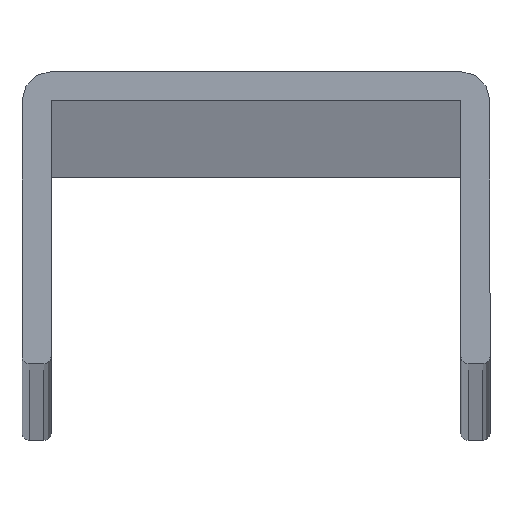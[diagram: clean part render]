
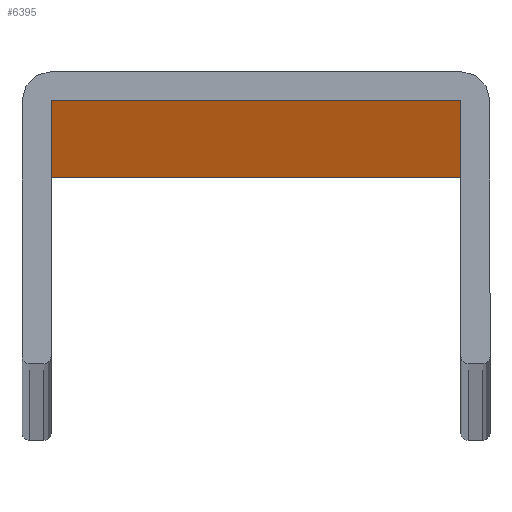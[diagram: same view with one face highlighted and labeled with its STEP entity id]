
A CAD part, top view. The second image highlights one B-rep face of the part: STEP entity #6395.
In plain terms, the highlighted planar face has unit normal (0, -1, 0).
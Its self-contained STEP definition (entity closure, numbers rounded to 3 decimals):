
#149 = DIRECTION ( 'NONE',  ( 0., 0., 1. ) ) ;
#944 = CARTESIAN_POINT ( 'NONE',  ( 14., 18., -1500. ) ) ;
#1007 = VECTOR ( 'NONE', #9408, 1000. ) ;
#1035 = CARTESIAN_POINT ( 'NONE',  ( 14., 18., 1500. ) ) ;
#1644 = ORIENTED_EDGE ( 'NONE', *, *, #8571, .T. ) ;
#1668 = PLANE ( 'NONE',  #8742 ) ;
#1673 = EDGE_CURVE ( 'NONE', #15406, #14556, #13971, .T. ) ;
#2434 = CARTESIAN_POINT ( 'NONE',  ( -14., 18., 1500. ) ) ;
#3082 = CARTESIAN_POINT ( 'NONE',  ( -14., 18., 1500. ) ) ;
#3395 = VECTOR ( 'NONE', #10865, 1000. ) ;
#3636 = DIRECTION ( 'NONE',  ( 0., 1., 0. ) ) ;
#4564 = LINE ( 'NONE', #10871, #9943 ) ;
#5107 = DIRECTION ( 'NONE',  ( 1., 0., 0. ) ) ;
#5619 = CARTESIAN_POINT ( 'NONE',  ( -14., 18., 1500. ) ) ;
#6390 = LINE ( 'NONE', #1035, #1007 ) ;
#6395 = ADVANCED_FACE ( 'NONE', ( #10498 ), #1668, .F. ) ;
#6688 = EDGE_CURVE ( 'NONE', #13319, #14556, #6390, .T. ) ;
#8097 = ORIENTED_EDGE ( 'NONE', *, *, #1673, .T. ) ;
#8177 = EDGE_LOOP ( 'NONE', ( #8097, #13751, #12945, #1644 ) ) ;
#8396 = CARTESIAN_POINT ( 'NONE',  ( -14., 18., -1500. ) ) ;
#8401 = VECTOR ( 'NONE', #11394, 1000. ) ;
#8513 = VERTEX_POINT ( 'NONE', #5619 ) ;
#8571 = EDGE_CURVE ( 'NONE', #8513, #15406, #11920, .T. ) ;
#8742 = AXIS2_PLACEMENT_3D ( 'NONE', #2434, #3636, #149 ) ;
#9408 = DIRECTION ( 'NONE',  ( 0., 0., -1. ) ) ;
#9423 = CARTESIAN_POINT ( 'NONE',  ( 14., 18., 1500. ) ) ;
#9943 = VECTOR ( 'NONE', #5107, 1000. ) ;
#10498 = FACE_OUTER_BOUND ( 'NONE', #8177, .T. ) ;
#10865 = DIRECTION ( 'NONE',  ( 1., 0., 0. ) ) ;
#10871 = CARTESIAN_POINT ( 'NONE',  ( -14., 18., 1500. ) ) ;
#10882 = EDGE_CURVE ( 'NONE', #8513, #13319, #4564, .T. ) ;
#11226 = CARTESIAN_POINT ( 'NONE',  ( -14., 18., -1500. ) ) ;
#11394 = DIRECTION ( 'NONE',  ( 0., 0., -1. ) ) ;
#11920 = LINE ( 'NONE', #3082, #8401 ) ;
#12945 = ORIENTED_EDGE ( 'NONE', *, *, #10882, .F. ) ;
#13319 = VERTEX_POINT ( 'NONE', #9423 ) ;
#13751 = ORIENTED_EDGE ( 'NONE', *, *, #6688, .F. ) ;
#13971 = LINE ( 'NONE', #8396, #3395 ) ;
#14556 = VERTEX_POINT ( 'NONE', #944 ) ;
#15406 = VERTEX_POINT ( 'NONE', #11226 ) ;
